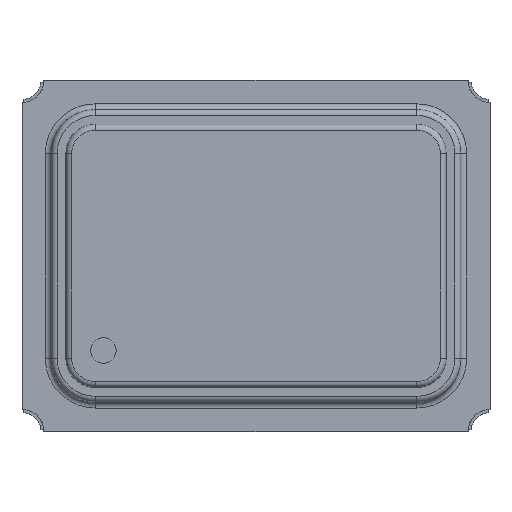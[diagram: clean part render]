
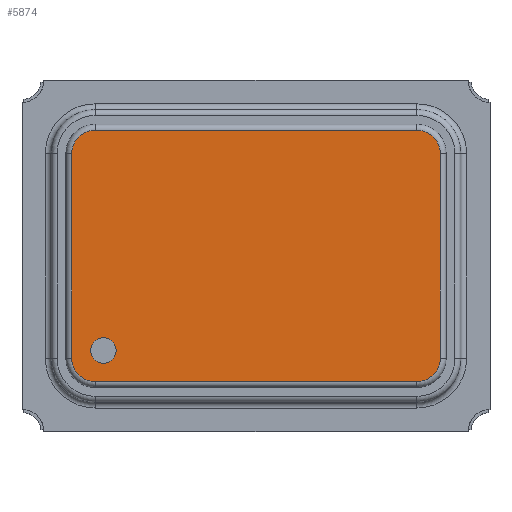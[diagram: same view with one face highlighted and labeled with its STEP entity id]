
A CAD part, top view. The second image highlights one B-rep face of the part: STEP entity #5874.
In plain terms, the highlighted planar face has unit normal (0, 0, 1).
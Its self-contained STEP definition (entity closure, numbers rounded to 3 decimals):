
#106 = EDGE_CURVE ( 'NONE', #2591, #6205, #4434, .T. ) ;
#137 = CIRCLE ( 'NONE', #3228, 0.044 ) ;
#142 = VERTEX_POINT ( 'NONE', #2652 ) ;
#275 = FACE_BOUND ( 'NONE', #5206, .T. ) ;
#284 = ORIENTED_EDGE ( 'NONE', *, *, #7948, .F. ) ;
#315 = ORIENTED_EDGE ( 'NONE', *, *, #106, .T. ) ;
#392 = CARTESIAN_POINT ( 'NONE',  ( -0.565, -0.324, 0.4 ) ) ;
#509 = DIRECTION ( 'NONE',  ( 1., 0., 0. ) ) ;
#528 = CARTESIAN_POINT ( 'NONE',  ( -0.522, -0.324, 0.4 ) ) ;
#697 = ORIENTED_EDGE ( 'NONE', *, *, #3460, .T. ) ;
#784 = CIRCLE ( 'NONE', #2485, 0.08 ) ;
#956 = AXIS2_PLACEMENT_3D ( 'NONE', #2148, #7059, #3963 ) ;
#1017 = DIRECTION ( 'NONE',  ( 0., 0., 1. ) ) ;
#1074 = EDGE_CURVE ( 'NONE', #2343, #142, #6679, .T. ) ;
#1134 = DIRECTION ( 'NONE',  ( 1., 0., 0. ) ) ;
#1279 = VECTOR ( 'NONE', #6379, 1000. ) ;
#1366 = AXIS2_PLACEMENT_3D ( 'NONE', #528, #3535, #1134 ) ;
#1394 = CIRCLE ( 'NONE', #1672, 0.08 ) ;
#1451 = DIRECTION ( 'NONE',  ( 0., -1., 0. ) ) ;
#1593 = CARTESIAN_POINT ( 'NONE',  ( -0.478, -0.324, 0.4 ) ) ;
#1672 = AXIS2_PLACEMENT_3D ( 'NONE', #3542, #1017, #3588 ) ;
#1726 = DIRECTION ( 'NONE',  ( 1., 0., 0. ) ) ;
#1801 = ORIENTED_EDGE ( 'NONE', *, *, #4958, .F. ) ;
#2135 = VERTEX_POINT ( 'NONE', #3639 ) ;
#2148 = CARTESIAN_POINT ( 'NONE',  ( 0., 0., 0.4 ) ) ;
#2343 = VERTEX_POINT ( 'NONE', #4686 ) ;
#2347 = EDGE_CURVE ( 'NONE', #142, #3863, #1394, .T. ) ;
#2407 = CARTESIAN_POINT ( 'NONE',  ( -0.55, 0.43, 0.4 ) ) ;
#2424 = VERTEX_POINT ( 'NONE', #7364 ) ;
#2485 = AXIS2_PLACEMENT_3D ( 'NONE', #6101, #6594, #1726 ) ;
#2541 = DIRECTION ( 'NONE',  ( 0., 0., 1. ) ) ;
#2591 = VERTEX_POINT ( 'NONE', #4267 ) ;
#2652 = CARTESIAN_POINT ( 'NONE',  ( -0.55, 0.43, 0.4 ) ) ;
#2654 = DIRECTION ( 'NONE',  ( 0., 0., 1. ) ) ;
#2658 = ORIENTED_EDGE ( 'NONE', *, *, #7309, .T. ) ;
#2669 = LINE ( 'NONE', #5245, #1279 ) ;
#2767 = AXIS2_PLACEMENT_3D ( 'NONE', #3304, #2654, #5025 ) ;
#3095 = VERTEX_POINT ( 'NONE', #1593 ) ;
#3110 = EDGE_CURVE ( 'NONE', #3860, #2135, #3777, .T. ) ;
#3228 = AXIS2_PLACEMENT_3D ( 'NONE', #6123, #2541, #509 ) ;
#3271 = FACE_OUTER_BOUND ( 'NONE', #6674, .T. ) ;
#3304 = CARTESIAN_POINT ( 'NONE',  ( 0.55, -0.35, 0.4 ) ) ;
#3349 = PLANE ( 'NONE',  #956 ) ;
#3390 = VECTOR ( 'NONE', #3918, 1000. ) ;
#3460 = EDGE_CURVE ( 'NONE', #6205, #2343, #784, .T. ) ;
#3535 = DIRECTION ( 'NONE',  ( 0., 0., 1. ) ) ;
#3542 = CARTESIAN_POINT ( 'NONE',  ( -0.55, 0.35, 0.4 ) ) ;
#3588 = DIRECTION ( 'NONE',  ( 1., 0., 0. ) ) ;
#3639 = CARTESIAN_POINT ( 'NONE',  ( -0.55, -0.43, 0.4 ) ) ;
#3674 = CARTESIAN_POINT ( 'NONE',  ( 0.63, 0.35, 0.4 ) ) ;
#3777 = CIRCLE ( 'NONE', #7357, 0.08 ) ;
#3860 = VERTEX_POINT ( 'NONE', #5859 ) ;
#3863 = VERTEX_POINT ( 'NONE', #5979 ) ;
#3918 = DIRECTION ( 'NONE',  ( 0., 1., 0. ) ) ;
#3926 = VERTEX_POINT ( 'NONE', #392 ) ;
#3963 = DIRECTION ( 'NONE',  ( 1., 0., 0. ) ) ;
#3972 = ORIENTED_EDGE ( 'NONE', *, *, #3110, .T. ) ;
#4147 = ORIENTED_EDGE ( 'NONE', *, *, #2347, .T. ) ;
#4267 = CARTESIAN_POINT ( 'NONE',  ( 0.63, -0.35, 0.4 ) ) ;
#4329 = VECTOR ( 'NONE', #1451, 1000. ) ;
#4434 = LINE ( 'NONE', #5103, #3390 ) ;
#4572 = ORIENTED_EDGE ( 'NONE', *, *, #1074, .T. ) ;
#4686 = CARTESIAN_POINT ( 'NONE',  ( 0.55, 0.43, 0.4 ) ) ;
#4705 = CIRCLE ( 'NONE', #1366, 0.044 ) ;
#4958 = EDGE_CURVE ( 'NONE', #3095, #3926, #4705, .T. ) ;
#5025 = DIRECTION ( 'NONE',  ( 1., 0., 0. ) ) ;
#5103 = CARTESIAN_POINT ( 'NONE',  ( 0.63, 0.35, 0.4 ) ) ;
#5155 = LINE ( 'NONE', #6333, #4329 ) ;
#5206 = EDGE_LOOP ( 'NONE', ( #1801, #284 ) ) ;
#5245 = CARTESIAN_POINT ( 'NONE',  ( 0.55, -0.43, 0.4 ) ) ;
#5835 = DIRECTION ( 'NONE',  ( 0., 0., 1. ) ) ;
#5859 = CARTESIAN_POINT ( 'NONE',  ( -0.63, -0.35, 0.4 ) ) ;
#5874 = ADVANCED_FACE ( 'NONE', ( #275, #3271 ), #3349, .T. ) ;
#5883 = EDGE_CURVE ( 'NONE', #3863, #3860, #5155, .T. ) ;
#5979 = CARTESIAN_POINT ( 'NONE',  ( -0.63, 0.35, 0.4 ) ) ;
#6101 = CARTESIAN_POINT ( 'NONE',  ( 0.55, 0.35, 0.4 ) ) ;
#6123 = CARTESIAN_POINT ( 'NONE',  ( -0.522, -0.324, 0.4 ) ) ;
#6188 = ORIENTED_EDGE ( 'NONE', *, *, #6810, .T. ) ;
#6205 = VERTEX_POINT ( 'NONE', #3674 ) ;
#6333 = CARTESIAN_POINT ( 'NONE',  ( -0.63, -0.35, 0.4 ) ) ;
#6379 = DIRECTION ( 'NONE',  ( 1., 0., 0. ) ) ;
#6432 = DIRECTION ( 'NONE',  ( 1., 0., 0. ) ) ;
#6518 = CARTESIAN_POINT ( 'NONE',  ( -0.55, -0.35, 0.4 ) ) ;
#6594 = DIRECTION ( 'NONE',  ( 0., 0., 1. ) ) ;
#6674 = EDGE_LOOP ( 'NONE', ( #2658, #6188, #315, #697, #4572, #4147, #7409, #3972 ) ) ;
#6679 = LINE ( 'NONE', #2407, #7937 ) ;
#6718 = DIRECTION ( 'NONE',  ( -1., 0., 0. ) ) ;
#6810 = EDGE_CURVE ( 'NONE', #2424, #2591, #6886, .T. ) ;
#6886 = CIRCLE ( 'NONE', #2767, 0.08 ) ;
#7059 = DIRECTION ( 'NONE',  ( 0., 0., 1. ) ) ;
#7309 = EDGE_CURVE ( 'NONE', #2135, #2424, #2669, .T. ) ;
#7357 = AXIS2_PLACEMENT_3D ( 'NONE', #6518, #5835, #6432 ) ;
#7364 = CARTESIAN_POINT ( 'NONE',  ( 0.55, -0.43, 0.4 ) ) ;
#7409 = ORIENTED_EDGE ( 'NONE', *, *, #5883, .T. ) ;
#7937 = VECTOR ( 'NONE', #6718, 1000. ) ;
#7948 = EDGE_CURVE ( 'NONE', #3926, #3095, #137, .T. ) ;
